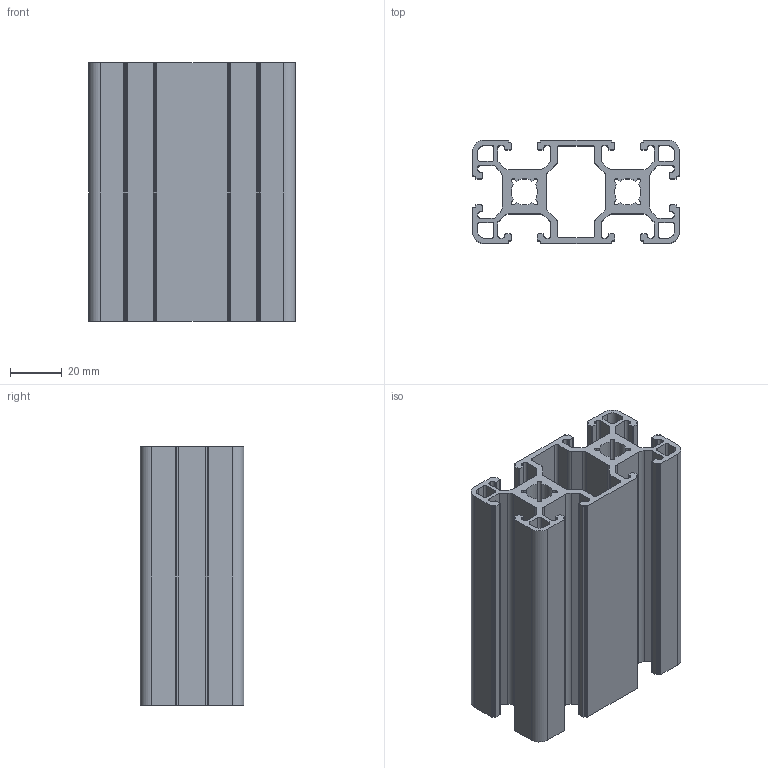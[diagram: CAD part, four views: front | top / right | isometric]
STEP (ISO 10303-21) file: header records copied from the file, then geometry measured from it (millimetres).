
FILE_DESCRIPTION (( 'STEP AP203' ), '1' );
FILE_NAME ('JL-10-4080ED.STEP', '2019-07-24T05:50:16', ( 'User' ), ( 'China' ), 'SwSTEP 2.0', 'SolidWorks 2015', '' );
FILE_SCHEMA (( 'CONFIG_CONTROL_DESIGN' ));
Length unit declared in the file: millimetre
Products named in the file (1): JL-10-4080ED
Bounding box: 80 x 40 x 100 mm (x, y, z)
Volume: 99790.6 mm3; surface area: 79649.2 mm2
Topology: 1 solids, 1 shells, 462 faces, 1353 edges, 902 vertices
Faces by surface type: plane 284, cylinder 150, bspline 28
Entity records: 16314 total; most frequent: CARTESIAN_POINT 3826, ORIENTED_EDGE 2706, DIRECTION 2467, EDGE_CURVE 1353, LINE 997, VECTOR 997, VERTEX_POINT 902, AXIS2_PLACEMENT_3D 735
